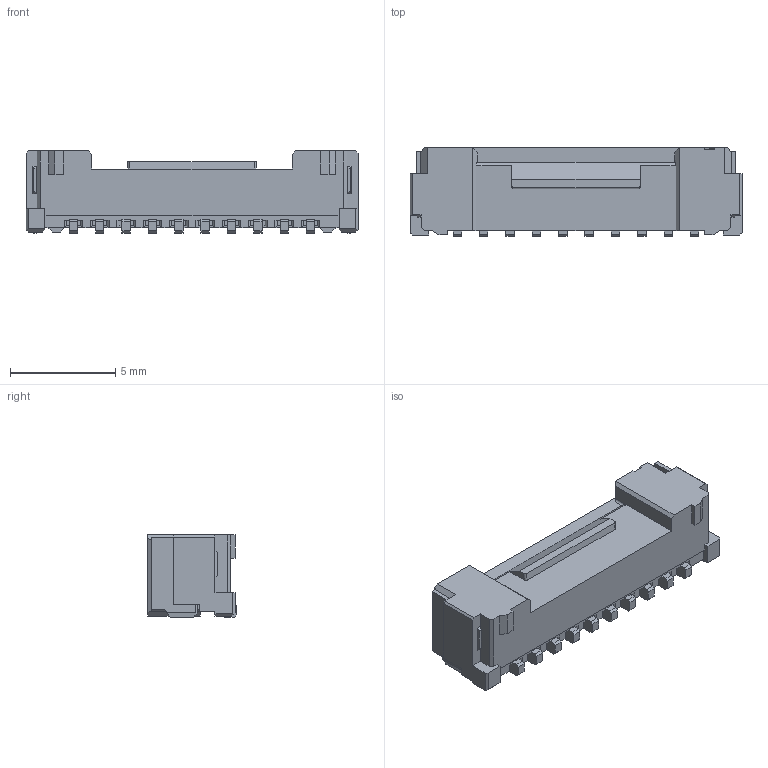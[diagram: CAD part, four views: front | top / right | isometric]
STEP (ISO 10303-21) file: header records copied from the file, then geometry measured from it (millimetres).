
FILE_DESCRIPTION((''),'2;1');
FILE_NAME('5055671081','2020-05-14T',('gga'),(''),'PRO/ENGINEER BY PARAMETRIC TECHNOLOGY CORPORATION, 2016010','PRO/ENGINEER BY PARAMETRIC TECHNOLOGY CORPORATION, 2016010','');
FILE_SCHEMA(('CONFIG_CONTROL_DESIGN'));
Length unit declared in the file: millimetre
Products named in the file (1): 5055671081
Bounding box: 15.75 x 4.2 x 3.9 mm (x, y, z)
Volume: 124.3 mm3; surface area: 425.2 mm2
Topology: 1 solids, 1 shells, 455 faces, 1406 edges, 955 vertices
Faces by surface type: plane 410, cylinder 41, cone 4
Entity records: 15417 total; most frequent: CARTESIAN_POINT 2805, ORIENTED_EDGE 2716, DIRECTION 2388, EDGE_CURVE 1358, VECTOR 1320, LINE 1320, VERTEX_POINT 907, AXIS2_PLACEMENT_3D 534
